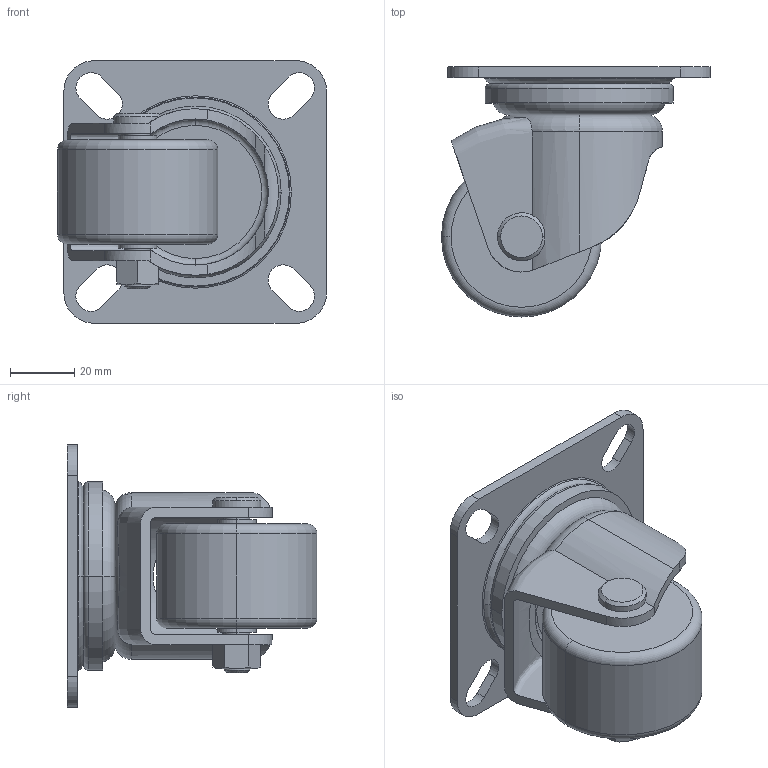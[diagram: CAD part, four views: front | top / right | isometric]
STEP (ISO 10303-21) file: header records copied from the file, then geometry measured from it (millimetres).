
FILE_DESCRIPTION (( 'STEP AP203' ), '1' );
FILE_NAME ('K-508-50.STEP', '2013-12-10T06:17:23', ( '' ), ( '' ), 'SwSTEP 2.0', 'SolidWorks 2012', '' );
FILE_SCHEMA (( 'CONFIG_CONTROL_DESIGN' ));
Length unit declared in the file: millimetre
Products named in the file (1): K-508-50
Bounding box: 84 x 78 x 82 mm (x, y, z)
Volume: 137211.2 mm3; surface area: 38184.4 mm2
Topology: 1 solids, 1 shells, 103 faces, 281 edges, 187 vertices
Faces by surface type: cylinder 42, plane 36, torus 18, cone 4, bspline 3
Entity records: 4354 total; most frequent: CARTESIAN_POINT 1670, ORIENTED_EDGE 562, DIRECTION 541, EDGE_CURVE 281, AXIS2_PLACEMENT_3D 222, VERTEX_POINT 187, CIRCLE 121, EDGE_LOOP 120
